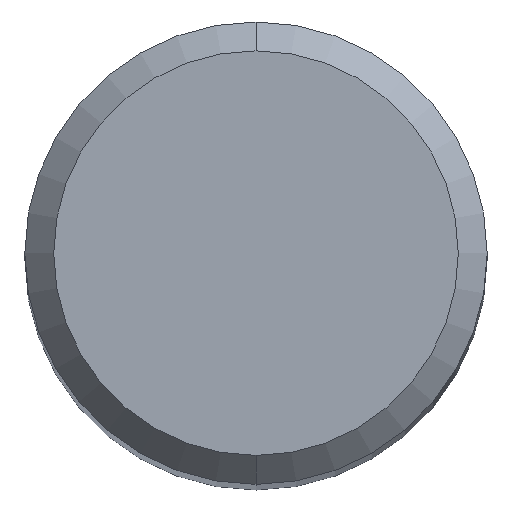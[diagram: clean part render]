
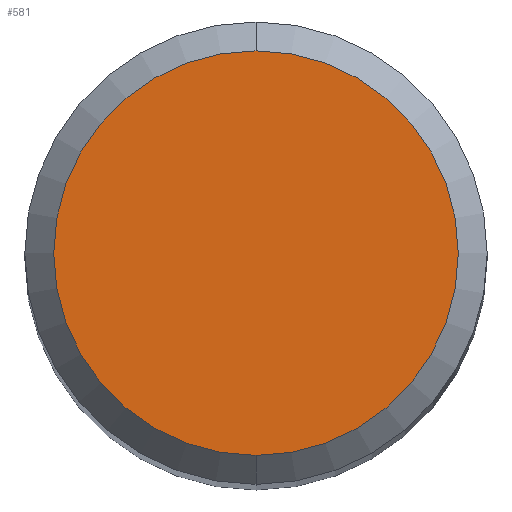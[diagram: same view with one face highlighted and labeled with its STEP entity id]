
A CAD part, top view. The second image highlights one B-rep face of the part: STEP entity #581.
In plain terms, the highlighted planar face has unit normal (0, 0, 1).
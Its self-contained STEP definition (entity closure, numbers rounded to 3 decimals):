
#363=EDGE_CURVE('',#557,#439,#772,.T.);
#439=VERTEX_POINT('',#853);
#553=EDGE_CURVE('',#439,#557,#977,.T.);
#557=VERTEX_POINT('',#981);
#581=ADVANCED_FACE('',(#1008),#1009,.T.);
#772=CIRCLE('',#1345,2.8);
#853=CARTESIAN_POINT('',(0.,-2.8,0.0));
#977=CIRCLE('',#1719,2.8);
#981=CARTESIAN_POINT('',(0.0,2.8,0.0));
#1008=FACE_OUTER_BOUND('',#1756,.T.);
#1009=PLANE('',#1757);
#1345=AXIS2_PLACEMENT_3D('',#2007,#2008,#2009);
#1719=AXIS2_PLACEMENT_3D('',#2212,#2213,#2214);
#1756=EDGE_LOOP('',(#2250,#2251));
#1757=AXIS2_PLACEMENT_3D('',#2252,#2253,#2254);
#2007=CARTESIAN_POINT('',(0.0,0.0,0.0));
#2008=DIRECTION('',(0.0,0.0,-1.0));
#2009=DIRECTION('',(0.0,1.0,0.0));
#2212=CARTESIAN_POINT('',(0.0,0.0,0.0));
#2213=DIRECTION('',(0.0,0.0,-1.0));
#2214=DIRECTION('',(0.0,1.0,0.0));
#2250=ORIENTED_EDGE('',*,*,#363,.F.);
#2251=ORIENTED_EDGE('',*,*,#553,.F.);
#2252=CARTESIAN_POINT('',(0.0,1.4,0.0));
#2253=DIRECTION('',(-0.0,0.0,1.0));
#2254=DIRECTION('',(0.0,-1.0,0.0));
